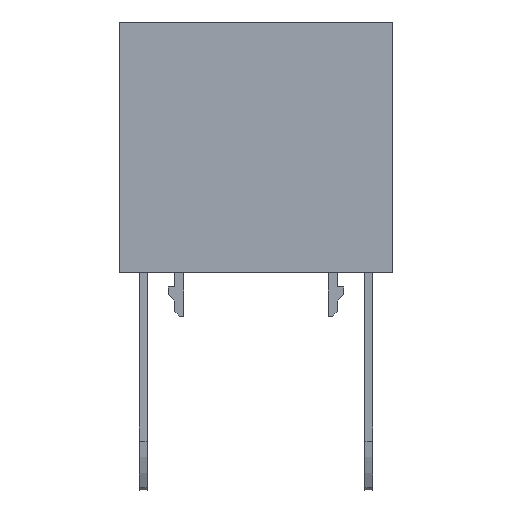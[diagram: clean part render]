
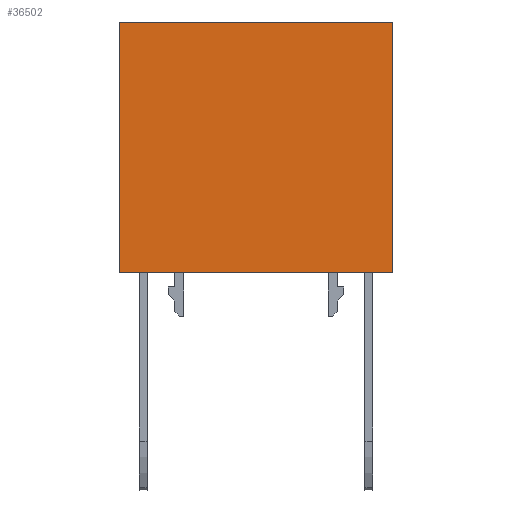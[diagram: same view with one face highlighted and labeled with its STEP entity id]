
A CAD part, front view. The second image highlights one B-rep face of the part: STEP entity #36502.
In plain terms, the highlighted planar face has unit normal (0, -1, 0).
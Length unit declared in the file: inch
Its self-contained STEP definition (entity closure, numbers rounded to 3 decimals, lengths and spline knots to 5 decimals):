
#18891=CARTESIAN_POINT('',(0.57185,-0.15748,0.54429));
#18892=VERTEX_POINT('',#18891);
#18907=CARTESIAN_POINT('',(-0.57185,-0.15748,0.54429));
#18908=VERTEX_POINT('',#18907);
#18915=CARTESIAN_POINT('',(0.57185,-0.15748,0.54429));
#18916=DIRECTION('',(-1.0,0.0,0.0));
#18917=VECTOR('',#18916,1.1437);
#18918=LINE('',#18915,#18917);
#18919=EDGE_CURVE('',#18892,#18908,#18918,.T.);
#36425=CARTESIAN_POINT('',(-0.57185,-0.15748,-0.50492));
#36426=VERTEX_POINT('',#36425);
#36434=CARTESIAN_POINT('',(0.57185,-0.15748,-0.50492));
#36435=VERTEX_POINT('',#36434);
#36442=CARTESIAN_POINT('',(-0.57185,-0.15748,-0.50492));
#36443=DIRECTION('',(1.0,0.0,0.0));
#36444=VECTOR('',#36443,1.1437);
#36445=LINE('',#36442,#36444);
#36446=EDGE_CURVE('',#36426,#36435,#36445,.T.);
#36474=CARTESIAN_POINT('',(0.57185,-0.15748,0.54429));
#36475=DIRECTION('',(0.0,0.0,-1.0));
#36476=VECTOR('',#36475,1.04921);
#36477=LINE('',#36474,#36476);
#36478=EDGE_CURVE('',#18892,#36435,#36477,.T.);
#36486=CARTESIAN_POINT('',(0.57185,-0.15748,0.0));
#36487=DIRECTION('',(0.0,-1.0,0.0));
#36488=DIRECTION('',(0.0,0.0,-1.0));
#36489=AXIS2_PLACEMENT_3D('',#36486,#36487,#36488);
#36490=PLANE('',#36489);
#36491=CARTESIAN_POINT('',(-0.57185,-0.15748,0.54429));
#36492=DIRECTION('',(0.0,0.0,-1.0));
#36493=VECTOR('',#36492,1.04921);
#36494=LINE('',#36491,#36493);
#36495=EDGE_CURVE('',#18908,#36426,#36494,.T.);
#36496=ORIENTED_EDGE('',*,*,#36495,.T.);
#36497=ORIENTED_EDGE('',*,*,#36446,.T.);
#36498=ORIENTED_EDGE('',*,*,#36478,.F.);
#36499=ORIENTED_EDGE('',*,*,#18919,.T.);
#36500=EDGE_LOOP('',(#36496,#36497,#36498,#36499));
#36501=FACE_OUTER_BOUND('',#36500,.T.);
#36502=ADVANCED_FACE('',(#36501),#36490,.T.);
